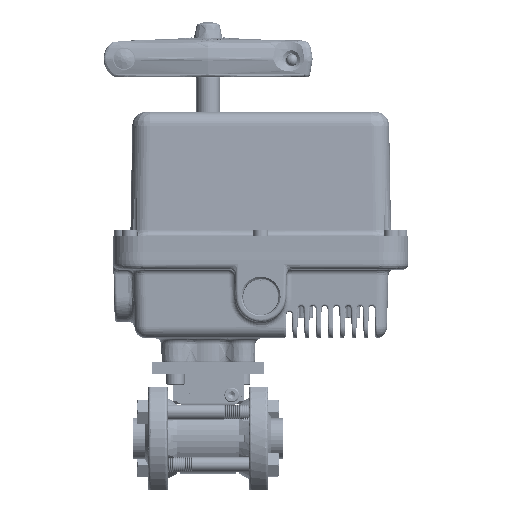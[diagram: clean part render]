
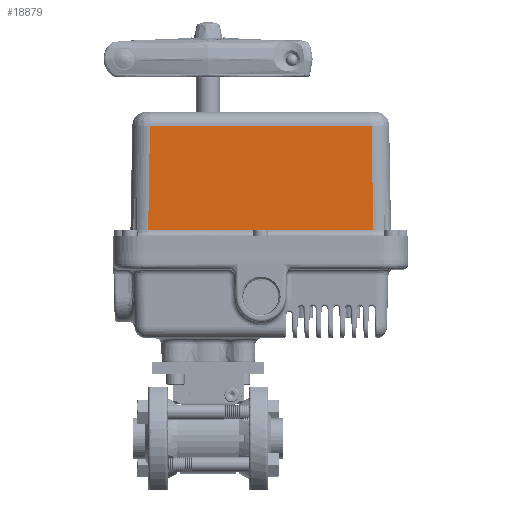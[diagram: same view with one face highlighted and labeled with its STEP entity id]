
A CAD part, top view. The second image highlights one B-rep face of the part: STEP entity #18879.
In plain terms, the highlighted planar face has unit normal (0, 0.018, 1).
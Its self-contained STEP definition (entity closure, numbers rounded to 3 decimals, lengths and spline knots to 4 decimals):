
#5194 = CARTESIAN_POINT ( 'NONE',  ( -1.271, 4.3698, 2.4629 ) ) ;
#6263 = VECTOR ( 'NONE', #85288, 39.3701 ) ;
#9584 = CARTESIAN_POINT ( 'NONE',  ( 3.4997, 4.2735, 2.4646 ) ) ;
#16943 = CARTESIAN_POINT ( 'NONE',  ( -1.2704, 4.4028, 2.4624 ) ) ;
#18879 = ADVANCED_FACE ( 'NONE', ( #117817 ), #66742, .T. ) ;
#21142 = DIRECTION ( 'NONE',  ( 0., 0.017, 1. ) ) ;
#28850 = VERTEX_POINT ( 'NONE', #119016 ) ;
#32481 = VECTOR ( 'NONE', #48069, 39.3701 ) ;
#36668 = LINE ( 'NONE', #5194, #6263 ) ;
#43714 = CARTESIAN_POINT ( 'NONE',  ( 3.8745, 4.28, 2.4645 ) ) ;
#48069 = DIRECTION ( 'NONE',  ( -1., 0., 0. ) ) ;
#55338 = EDGE_CURVE ( 'NONE', #95517, #28850, #101279, .T. ) ;
#62998 = LINE ( 'NONE', #128182, #32481 ) ;
#66742 = PLANE ( 'NONE',  #76688 ) ;
#67552 = DIRECTION ( 'NONE',  ( 1., 0., 0. ) ) ;
#74812 = ORIENTED_EDGE ( 'NONE', *, *, #123875, .T. ) ;
#76498 = CARTESIAN_POINT ( 'NONE',  ( 3.4588, 6.6177, 2.4237 ) ) ;
#76688 = AXIS2_PLACEMENT_3D ( 'NONE', #43714, #21142, #101379 ) ;
#83357 = EDGE_CURVE ( 'NONE', #97662, #135586, #62998, .T. ) ;
#85288 = DIRECTION ( 'NONE',  ( -0.017, -1., 0.017 ) ) ;
#93932 = ORIENTED_EDGE ( 'NONE', *, *, #112643, .T. ) ;
#94021 = LINE ( 'NONE', #9584, #113691 ) ;
#95517 = VERTEX_POINT ( 'NONE', #16943 ) ;
#96759 = ORIENTED_EDGE ( 'NONE', *, *, #83357, .T. ) ;
#97662 = VERTEX_POINT ( 'NONE', #76498 ) ;
#101279 = LINE ( 'NONE', #136225, #128112 ) ;
#101379 = DIRECTION ( 'NONE',  ( 0., -1., 0.017 ) ) ;
#107157 = EDGE_LOOP ( 'NONE', ( #93932, #123522, #74812, #96759 ) ) ;
#112643 = EDGE_CURVE ( 'NONE', #135586, #95517, #36668, .T. ) ;
#113691 = VECTOR ( 'NONE', #146851, 39.3701 ) ;
#117817 = FACE_OUTER_BOUND ( 'NONE', #107157, .T. ) ;
#119016 = CARTESIAN_POINT ( 'NONE',  ( 3.4974, 4.4028, 2.4624 ) ) ;
#123522 = ORIENTED_EDGE ( 'NONE', *, *, #55338, .T. ) ;
#123875 = EDGE_CURVE ( 'NONE', #28850, #97662, #94021, .T. ) ;
#128112 = VECTOR ( 'NONE', #67552, 39.3701 ) ;
#128182 = CARTESIAN_POINT ( 'NONE',  ( -1.2266, 6.6177, 2.4237 ) ) ;
#135338 = CARTESIAN_POINT ( 'NONE',  ( -1.2318, 6.6177, 2.4237 ) ) ;
#135586 = VERTEX_POINT ( 'NONE', #135338 ) ;
#136225 = CARTESIAN_POINT ( 'NONE',  ( 3.8745, 4.4028, 2.4624 ) ) ;
#146851 = DIRECTION ( 'NONE',  ( -0.017, 1., -0.017 ) ) ;
